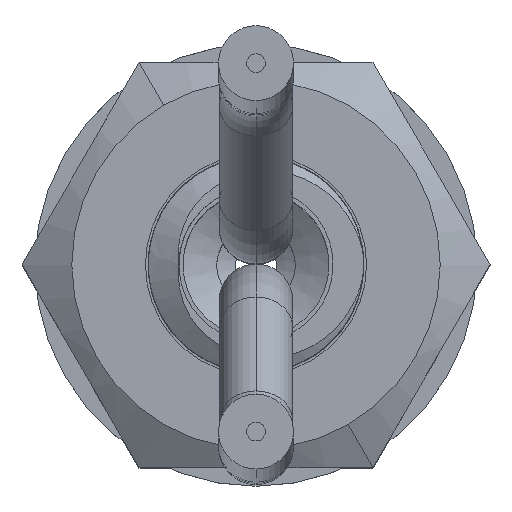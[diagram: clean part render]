
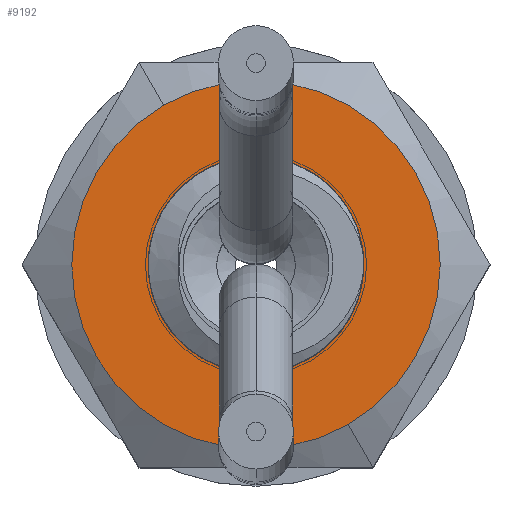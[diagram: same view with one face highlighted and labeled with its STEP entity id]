
A CAD part, top view. The second image highlights one B-rep face of the part: STEP entity #9192.
In plain terms, the highlighted planar face has unit normal (0, 0, 1).
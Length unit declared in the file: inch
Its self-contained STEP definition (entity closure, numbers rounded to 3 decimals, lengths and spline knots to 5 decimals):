
#8929=CARTESIAN_POINT('',(0.,0.,2.4));
#8930=DIRECTION('',(0.,0.,1.));
#8931=DIRECTION('',(-1.,0.,0.));
#8932=AXIS2_PLACEMENT_3D('',#8929,#8930,#8931);
#8934=CARTESIAN_POINT('',(0.,0.,2.4));
#8935=DIRECTION('',(0.,0.,1.));
#8936=DIRECTION('',(1.,0.,0.));
#8937=AXIS2_PLACEMENT_3D('',#8934,#8935,#8936);
#8939=CARTESIAN_POINT('',(0.,0.,2.4));
#8940=DIRECTION('',(0.,0.,1.));
#8941=DIRECTION('',(0.,1.,0.));
#8942=AXIS2_PLACEMENT_3D('',#8939,#8940,#8941);
#8944=CARTESIAN_POINT('',(0.,0.,2.4));
#8945=DIRECTION('',(0.,0.,1.));
#8946=DIRECTION('',(0.,-1.,0.));
#8947=AXIS2_PLACEMENT_3D('',#8944,#8945,#8946);
#8950=CARTESIAN_POINT('',(-1.25,0.,2.4));
#8952=VERTEX_POINT('',#8950);
#8954=CARTESIAN_POINT('',(1.25,0.,2.4));
#8956=VERTEX_POINT('',#8954);
#8957=CARTESIAN_POINT('',(0.,2.5,2.4));
#8959=VERTEX_POINT('',#8957);
#8965=CARTESIAN_POINT('',(0.,-2.5,2.4));
#8967=VERTEX_POINT('',#8965);
#9179=CARTESIAN_POINT('',(0.,0.,2.4));
#9180=DIRECTION('',(0.,0.,1.));
#9181=DIRECTION('',(1.,0.,0.));
#9182=AXIS2_PLACEMENT_3D('',#9179,#9180,#9181);
#9183=PLANE('',#9182);
#9184=ORIENTED_EDGE('',*,*,#9004,.F.);
#9185=ORIENTED_EDGE('',*,*,#9029,.F.);
#9186=EDGE_LOOP('',(#9184,#9185));
#9187=FACE_OUTER_BOUND('',#9186,.F.);
#9188=ORIENTED_EDGE('',*,*,#9161,.T.);
#9189=ORIENTED_EDGE('',*,*,#9172,.T.);
#9190=EDGE_LOOP('',(#9188,#9189));
#9191=FACE_BOUND('',#9190,.F.);
#9192=ADVANCED_FACE('',(#9187,#9191),#9183,.T.);
#8933=CIRCLE('',#8932,1.25);
#8938=CIRCLE('',#8937,1.25);
#8943=CIRCLE('',#8942,2.5);
#8948=CIRCLE('',#8947,2.5);
#9004=EDGE_CURVE('',#8959,#8967,#8943,.T.);
#9029=EDGE_CURVE('',#8967,#8959,#8948,.T.);
#9161=EDGE_CURVE('',#8952,#8956,#8933,.T.);
#9172=EDGE_CURVE('',#8956,#8952,#8938,.T.);
